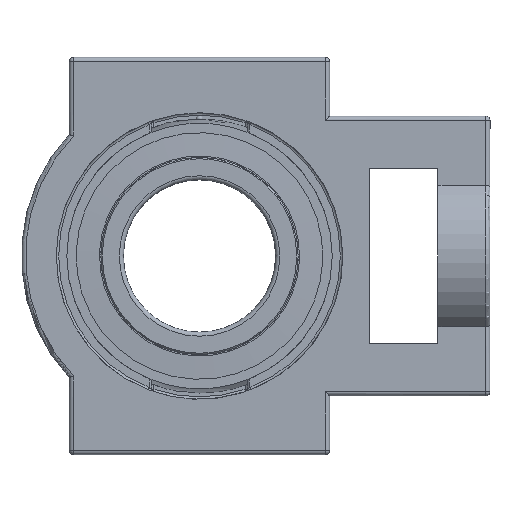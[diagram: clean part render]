
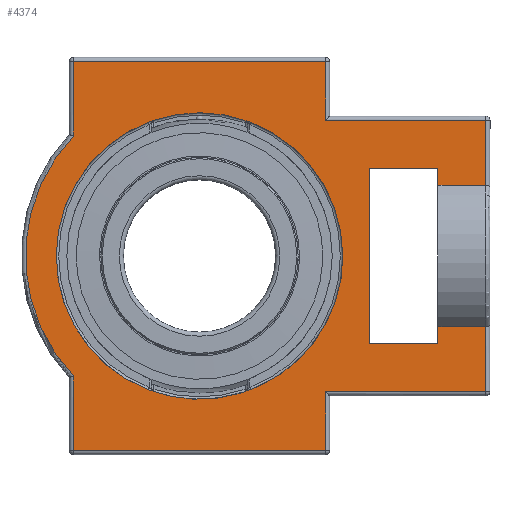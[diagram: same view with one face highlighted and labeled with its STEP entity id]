
A CAD part, left-side view. The second image highlights one B-rep face of the part: STEP entity #4374.
In plain terms, the highlighted face is planar.
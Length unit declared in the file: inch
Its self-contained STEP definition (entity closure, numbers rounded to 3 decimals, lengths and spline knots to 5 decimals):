
#976=VECTOR('',#5115,1.);
#1010=VECTOR('',#5266,1.);
#1011=VECTOR('',#5269,1.);
#1014=VECTOR('',#5279,1.);
#1015=VECTOR('',#5284,1.);
#1017=VECTOR('',#5293,1.);
#1022=VECTOR('',#5304,1.);
#1026=VECTOR('',#5314,1.);
#1029=VECTOR('',#5323,1.);
#1034=VECTOR('',#5334,1.);
#1041=VECTOR('',#5348,1.);
#1042=VECTOR('',#5349,1.);
#1043=VECTOR('',#5350,1.);
#1044=VECTOR('',#5351,1.);
#1045=VECTOR('',#5352,1.);
#1046=VECTOR('',#5353,1.);
#1213=LINE('',#6537,#976);
#1247=LINE('',#6732,#1010);
#1248=LINE('',#6749,#1011);
#1251=LINE('',#6757,#1014);
#1252=LINE('',#6761,#1015);
#1254=LINE('',#6783,#1017);
#1259=LINE('',#6793,#1022);
#1263=LINE('',#6802,#1026);
#1266=LINE('',#6810,#1029);
#1271=LINE('',#6837,#1034);
#1278=LINE('',#6870,#1041);
#1279=LINE('',#6872,#1042);
#1280=LINE('',#6874,#1043);
#1281=LINE('',#6876,#1044);
#1282=LINE('',#6878,#1045);
#1283=LINE('',#6881,#1046);
#1540=PLANE('',#4707);
#1642=VERTEX_POINT('',#6502);
#1645=VERTEX_POINT('',#6511);
#1647=VERTEX_POINT('',#6516);
#1651=VERTEX_POINT('',#6525);
#1653=VERTEX_POINT('',#6530);
#1656=VERTEX_POINT('',#6538);
#1657=VERTEX_POINT('',#6542);
#1660=VERTEX_POINT('',#6549);
#1702=VERTEX_POINT('',#6733);
#1704=VERTEX_POINT('',#6758);
#1705=VERTEX_POINT('',#6762);
#1713=VERTEX_POINT('',#6811);
#1718=VERTEX_POINT('',#6838);
#1725=VERTEX_POINT('',#6871);
#1726=VERTEX_POINT('',#6873);
#1727=VERTEX_POINT('',#6875);
#1728=VERTEX_POINT('',#6877);
#1729=VERTEX_POINT('',#6879);
#1730=VERTEX_POINT('',#6880);
#1989=CIRCLE('',#4600,2.05826);
#2040=CIRCLE('',#4704,2.5);
#2207=EDGE_CURVE('',#1642,#1642,#1989,.T.);
#2221=EDGE_CURVE('',#1653,#1656,#1213,.T.);
#2292=EDGE_CURVE('',#1660,#1702,#1247,.T.);
#2294=EDGE_CURVE('',#1656,#1660,#1248,.T.);
#2299=EDGE_CURVE('',#1657,#1704,#1251,.T.);
#2301=EDGE_CURVE('',#1705,#1657,#1252,.T.);
#2306=EDGE_CURVE('',#1704,#1651,#1254,.T.);
#2312=EDGE_CURVE('',#1647,#1653,#1259,.T.);
#2317=EDGE_CURVE('',#1651,#1645,#1263,.T.);
#2321=EDGE_CURVE('',#1713,#1647,#1266,.T.);
#2328=EDGE_CURVE('',#1645,#1718,#1271,.T.);
#2330=EDGE_CURVE('',#1718,#1713,#2040,.T.);
#2339=EDGE_CURVE('',#1705,#1725,#1278,.T.);
#2340=EDGE_CURVE('',#1726,#1725,#1279,.T.);
#2341=EDGE_CURVE('',#1727,#1726,#1280,.T.);
#2342=EDGE_CURVE('',#1728,#1727,#1281,.T.);
#2343=EDGE_CURVE('',#1729,#1728,#1282,.T.);
#2344=EDGE_CURVE('',#1730,#1729,#1279,.T.);
#2345=EDGE_CURVE('',#1730,#1702,#1283,.T.);
#3013=ORIENTED_EDGE('',*,*,#2292,.F.);
#3014=ORIENTED_EDGE('',*,*,#2294,.F.);
#3015=ORIENTED_EDGE('',*,*,#2221,.F.);
#3016=ORIENTED_EDGE('',*,*,#2312,.F.);
#3017=ORIENTED_EDGE('',*,*,#2321,.F.);
#3018=ORIENTED_EDGE('',*,*,#2330,.F.);
#3019=ORIENTED_EDGE('',*,*,#2328,.F.);
#3020=ORIENTED_EDGE('',*,*,#2317,.F.);
#3021=ORIENTED_EDGE('',*,*,#2306,.F.);
#3022=ORIENTED_EDGE('',*,*,#2299,.F.);
#3023=ORIENTED_EDGE('',*,*,#2301,.F.);
#3024=ORIENTED_EDGE('',*,*,#2339,.T.);
#3025=ORIENTED_EDGE('',*,*,#2340,.F.);
#3026=ORIENTED_EDGE('',*,*,#2341,.F.);
#3027=ORIENTED_EDGE('',*,*,#2342,.F.);
#3028=ORIENTED_EDGE('',*,*,#2343,.F.);
#3029=ORIENTED_EDGE('',*,*,#2344,.F.);
#3030=ORIENTED_EDGE('',*,*,#2345,.T.);
#3031=ORIENTED_EDGE('',*,*,#2207,.T.);
#3818=EDGE_LOOP('',(#3013,#3014,#3015,#3016,#3017,#3018,#3019,#3020,#3021,
#3022,#3023,#3024,#3025,#3026,#3027,#3028,#3029,#3030));
#3819=EDGE_LOOP('',(#3031));
#4095=FACE_BOUND('',#3818,.T.);
#4096=FACE_BOUND('',#3819,.T.);
#4374=ADVANCED_FACE('',(#4095,#4096),#1540,.T.);
#4600=AXIS2_PLACEMENT_3D('',#6501,#5075,#5076);
#4704=AXIS2_PLACEMENT_3D('',#6854,#5336,#5337);
#4707=AXIS2_PLACEMENT_3D('',#6869,#5347,$);
#5075=DIRECTION('',(0.,0.,-1.));
#5076=DIRECTION('',(0.,2.058,0.));
#5115=DIRECTION('',(-1.,0.,0.));
#5266=DIRECTION('',(-1.,0.,0.));
#5269=DIRECTION('',(0.,-1.,0.));
#5279=DIRECTION('',(0.,1.,0.));
#5284=DIRECTION('',(-1.,0.,0.));
#5293=DIRECTION('',(-1.,0.,0.));
#5304=DIRECTION('',(0.,-1.,0.));
#5314=DIRECTION('',(0.,1.,0.));
#5323=DIRECTION('',(1.,0.,0.));
#5334=DIRECTION('',(1.,0.,0.));
#5336=DIRECTION('',(0.,0.,-1.));
#5337=DIRECTION('',(0.,2.5,0.));
#5347=DIRECTION('',(0.,0.,1.));
#5348=DIRECTION('',(0.,1.,0.));
#5349=DIRECTION('',(1.,0.,0.));
#5350=DIRECTION('',(0.,-1.,0.));
#5351=DIRECTION('',(-1.,0.,0.));
#5352=DIRECTION('',(0.,1.,0.));
#5353=DIRECTION('',(0.,-1.,0.));
#6501=CARTESIAN_POINT('',(0.,0.,0.74803));
#6502=CARTESIAN_POINT('',(0.,-2.05826,0.74803));
#6511=CARTESIAN_POINT('',(-2.79528,1.81102,0.74803));
#6516=CARTESIAN_POINT('',(2.79528,1.81102,0.74803));
#6525=CARTESIAN_POINT('',(-2.79528,-1.81102,0.74803));
#6530=CARTESIAN_POINT('',(2.79528,-1.81102,0.74803));
#6537=CARTESIAN_POINT('',(0.58987,-1.81102,0.74803));
#6538=CARTESIAN_POINT('',(1.94882,-1.81102,0.74803));
#6542=CARTESIAN_POINT('',(-1.94882,-4.11417,0.74803));
#6549=CARTESIAN_POINT('',(1.94882,-4.11417,0.74803));
#6732=CARTESIAN_POINT('',(-1.12765,-4.11417,0.74803));
#6733=CARTESIAN_POINT('',(1.01373,-4.11417,0.74803));
#6749=CARTESIAN_POINT('',(1.94882,-2.05912,0.74803));
#6757=CARTESIAN_POINT('',(-1.94882,-2.05912,0.74803));
#6758=CARTESIAN_POINT('',(-1.94882,-1.81102,0.74803));
#6761=CARTESIAN_POINT('',(-1.12765,-4.11417,0.74803));
#6762=CARTESIAN_POINT('',(-1.01373,-4.11417,0.74803));
#6783=CARTESIAN_POINT('',(-1.84123,-1.81102,0.74803));
#6793=CARTESIAN_POINT('',(2.79528,-0.54829,0.74803));
#6802=CARTESIAN_POINT('',(-2.79528,-0.54829,0.74803));
#6810=CARTESIAN_POINT('',(0.52462,1.81102,0.74803));
#6811=CARTESIAN_POINT('',(1.72342,1.81102,0.74803));
#6837=CARTESIAN_POINT('',(-1.77598,1.81102,0.74803));
#6838=CARTESIAN_POINT('',(-1.72342,1.81102,0.74803));
#6854=CARTESIAN_POINT('',(0.,0.,0.74803));
#6869=CARTESIAN_POINT('',(-1.25136,-1.09658,0.74803));
#6870=CARTESIAN_POINT('',(-1.01373,-3.79921,0.74803));
#6871=CARTESIAN_POINT('',(-1.01373,-3.4252,0.74803));
#6872=CARTESIAN_POINT('',(-1.25984,-3.4252,0.74803));
#6873=CARTESIAN_POINT('',(-1.25984,-3.4252,0.74803));
#6874=CARTESIAN_POINT('',(-1.25984,-2.44094,0.74803));
#6875=CARTESIAN_POINT('',(-1.25984,-2.44094,0.74803));
#6876=CARTESIAN_POINT('',(0.,-2.44094,0.74803));
#6877=CARTESIAN_POINT('',(1.25984,-2.44094,0.74803));
#6878=CARTESIAN_POINT('',(1.25984,-2.44094,0.74803));
#6879=CARTESIAN_POINT('',(1.25984,-3.4252,0.74803));
#6880=CARTESIAN_POINT('',(1.01373,-3.4252,0.74803));
#6881=CARTESIAN_POINT('',(1.01373,-3.79921,0.74803));
